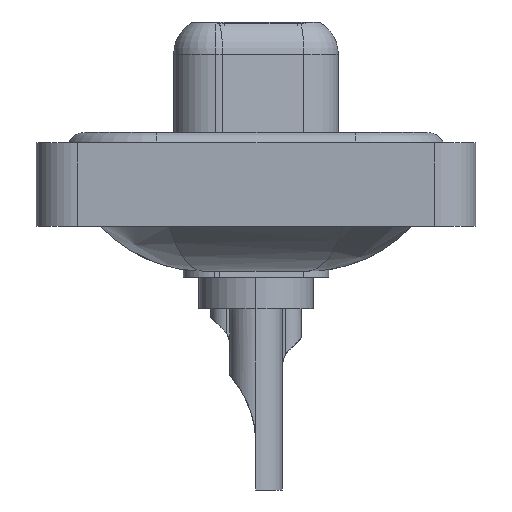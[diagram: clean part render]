
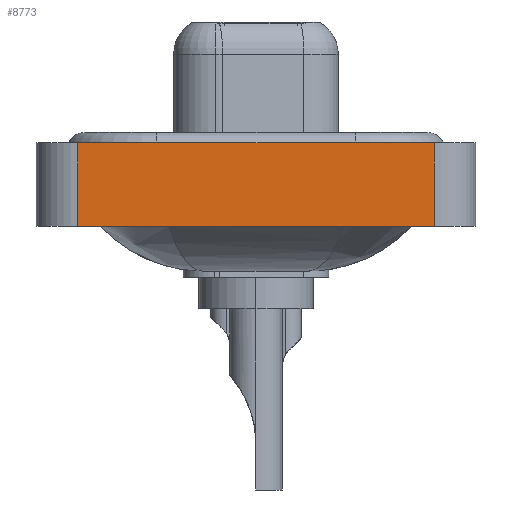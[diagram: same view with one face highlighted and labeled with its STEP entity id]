
A CAD part, left-side view. The second image highlights one B-rep face of the part: STEP entity #8773.
In plain terms, the highlighted planar face has unit normal (-1, 0, 0).
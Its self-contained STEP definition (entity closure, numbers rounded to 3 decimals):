
#516 = DIRECTION ( 'NONE',  ( 0., 0., 1. ) ) ;
#727 = VECTOR ( 'NONE', #20551, 1000. ) ;
#3525 = VECTOR ( 'NONE', #15312, 1000. ) ;
#3618 = EDGE_CURVE ( 'NONE', #4439, #20278, #18180, .T. ) ;
#3674 = CARTESIAN_POINT ( 'NONE',  ( -7.3, -8.55, -3.6 ) ) ;
#4439 = VERTEX_POINT ( 'NONE', #9846 ) ;
#4584 = LINE ( 'NONE', #7425, #727 ) ;
#5506 = EDGE_LOOP ( 'NONE', ( #6419, #19725, #12366, #20527 ) ) ;
#6066 = AXIS2_PLACEMENT_3D ( 'NONE', #18867, #16963, #7608 ) ;
#6419 = ORIENTED_EDGE ( 'NONE', *, *, #3618, .T. ) ;
#7291 = FACE_OUTER_BOUND ( 'NONE', #5506, .T. ) ;
#7425 = CARTESIAN_POINT ( 'NONE',  ( -7.3, -8.55, 0.4 ) ) ;
#7608 = DIRECTION ( 'NONE',  ( 0., 0., 1. ) ) ;
#8392 = VECTOR ( 'NONE', #516, 1000. ) ;
#8773 = ADVANCED_FACE ( 'NONE', ( #7291 ), #15683, .T. ) ;
#8953 = LINE ( 'NONE', #14059, #14237 ) ;
#9846 = CARTESIAN_POINT ( 'NONE',  ( -7.3, -8.55, -3.6 ) ) ;
#11069 = CARTESIAN_POINT ( 'NONE',  ( -7.3, -8.55, 0.4 ) ) ;
#11416 = VERTEX_POINT ( 'NONE', #19531 ) ;
#12204 = CARTESIAN_POINT ( 'NONE',  ( -7.3, 8.55, 0.4 ) ) ;
#12366 = ORIENTED_EDGE ( 'NONE', *, *, #17474, .F. ) ;
#12829 = VERTEX_POINT ( 'NONE', #12204 ) ;
#13716 = CARTESIAN_POINT ( 'NONE',  ( -7.3, -8.55, -3.6 ) ) ;
#13741 = DIRECTION ( 'NONE',  ( 0., 0., 1. ) ) ;
#14059 = CARTESIAN_POINT ( 'NONE',  ( -7.3, 8.55, -3.6 ) ) ;
#14237 = VECTOR ( 'NONE', #13741, 1000. ) ;
#15199 = EDGE_CURVE ( 'NONE', #12829, #20278, #4584, .T. ) ;
#15312 = DIRECTION ( 'NONE',  ( 0., -1., 0. ) ) ;
#15683 = PLANE ( 'NONE',  #6066 ) ;
#16963 = DIRECTION ( 'NONE',  ( -1., 0., 0. ) ) ;
#17349 = LINE ( 'NONE', #13716, #3525 ) ;
#17474 = EDGE_CURVE ( 'NONE', #11416, #12829, #8953, .T. ) ;
#18180 = LINE ( 'NONE', #3674, #8392 ) ;
#18867 = CARTESIAN_POINT ( 'NONE',  ( -7.3, -8.55, -3.6 ) ) ;
#19247 = EDGE_CURVE ( 'NONE', #11416, #4439, #17349, .T. ) ;
#19531 = CARTESIAN_POINT ( 'NONE',  ( -7.3, 8.55, -3.6 ) ) ;
#19725 = ORIENTED_EDGE ( 'NONE', *, *, #15199, .F. ) ;
#20278 = VERTEX_POINT ( 'NONE', #11069 ) ;
#20527 = ORIENTED_EDGE ( 'NONE', *, *, #19247, .T. ) ;
#20551 = DIRECTION ( 'NONE',  ( 0., -1., 0. ) ) ;
